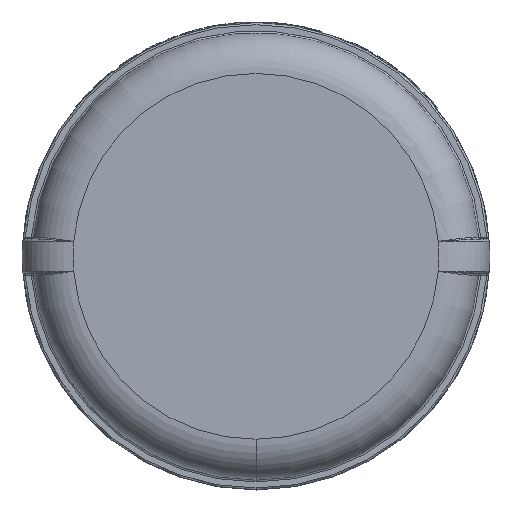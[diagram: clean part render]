
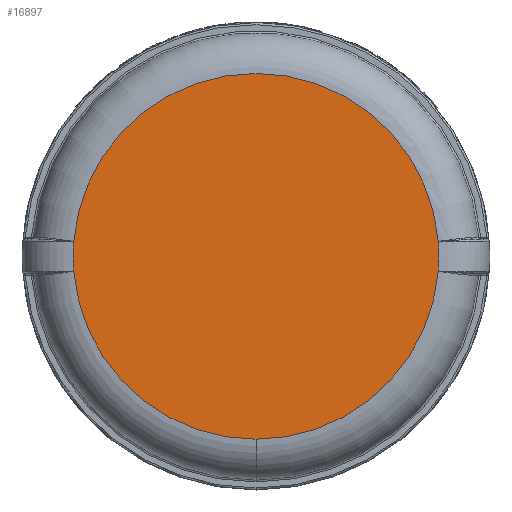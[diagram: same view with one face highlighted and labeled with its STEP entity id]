
A CAD part, left-side view. The second image highlights one B-rep face of the part: STEP entity #16897.
In plain terms, the highlighted planar face has unit normal (-1, 0, 0).
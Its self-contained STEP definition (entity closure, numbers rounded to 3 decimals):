
#326 = DIRECTION ( 'NONE',  ( -1., 0., 0. ) ) ;
#776 = CIRCLE ( 'NONE', #19449, 27. ) ;
#1980 = AXIS2_PLACEMENT_3D ( 'NONE', #9964, #326, #15876 ) ;
#2348 = EDGE_CURVE ( 'NONE', #16430, #24956, #3438, .T. ) ;
#2971 = CARTESIAN_POINT ( 'NONE',  ( -26.5, 0., -27. ) ) ;
#3419 = DIRECTION ( 'NONE',  ( -1., 0., 0. ) ) ;
#3438 = CIRCLE ( 'NONE', #19963, 27. ) ;
#3445 = DIRECTION ( 'NONE',  ( -1., 0., 0. ) ) ;
#3653 = CARTESIAN_POINT ( 'NONE',  ( -26.5, 26.91, 2.2 ) ) ;
#4264 = EDGE_CURVE ( 'NONE', #24956, #22950, #21806, .T. ) ;
#5435 = AXIS2_PLACEMENT_3D ( 'NONE', #24954, #3445, #7598 ) ;
#5655 = CARTESIAN_POINT ( 'NONE',  ( -26.5, -26.91, 2.2 ) ) ;
#6002 = CARTESIAN_POINT ( 'NONE',  ( -26.5, 26.91, -2.2 ) ) ;
#6201 = AXIS2_PLACEMENT_3D ( 'NONE', #9988, #23548, #21260 ) ;
#6440 = CARTESIAN_POINT ( 'NONE',  ( -26.5, 33., 0. ) ) ;
#6873 = DIRECTION ( 'NONE',  ( 0., 0., 1. ) ) ;
#7598 = DIRECTION ( 'NONE',  ( 0., 0., 1. ) ) ;
#8541 = FACE_OUTER_BOUND ( 'NONE', #17637, .T. ) ;
#9666 = CARTESIAN_POINT ( 'NONE',  ( -26.5, -26.91, -2.2 ) ) ;
#9943 = EDGE_CURVE ( 'NONE', #21463, #16430, #776, .T. ) ;
#9964 = CARTESIAN_POINT ( 'NONE',  ( -26.5, 0., 0. ) ) ;
#9988 = CARTESIAN_POINT ( 'NONE',  ( -26.5, 0., 0. ) ) ;
#10242 = ORIENTED_EDGE ( 'NONE', *, *, #4264, .T. ) ;
#10776 = ORIENTED_EDGE ( 'NONE', *, *, #11631, .T. ) ;
#11631 = EDGE_CURVE ( 'NONE', #22950, #12563, #20223, .T. ) ;
#12559 = EDGE_CURVE ( 'NONE', #12563, #21463, #21430, .T. ) ;
#12563 = VERTEX_POINT ( 'NONE', #9666 ) ;
#13581 = CARTESIAN_POINT ( 'NONE',  ( -26.5, 0., 0. ) ) ;
#15876 = DIRECTION ( 'NONE',  ( 0., 0., 1. ) ) ;
#16430 = VERTEX_POINT ( 'NONE', #3653 ) ;
#16584 = ORIENTED_EDGE ( 'NONE', *, *, #12559, .T. ) ;
#16897 = ADVANCED_FACE ( 'NONE', ( #8541 ), #18042, .T. ) ;
#17285 = DIRECTION ( 'NONE',  ( 0., 0., 1. ) ) ;
#17637 = EDGE_LOOP ( 'NONE', ( #20964, #18158, #10242, #10776, #16584 ) ) ;
#18042 = PLANE ( 'NONE',  #18352 ) ;
#18158 = ORIENTED_EDGE ( 'NONE', *, *, #2348, .T. ) ;
#18352 = AXIS2_PLACEMENT_3D ( 'NONE', #6440, #19982, #6873 ) ;
#19449 = AXIS2_PLACEMENT_3D ( 'NONE', #13581, #21118, #25027 ) ;
#19963 = AXIS2_PLACEMENT_3D ( 'NONE', #25100, #3419, #17285 ) ;
#19982 = DIRECTION ( 'NONE',  ( -1., 0., 0. ) ) ;
#20223 = CIRCLE ( 'NONE', #1980, 27. ) ;
#20964 = ORIENTED_EDGE ( 'NONE', *, *, #9943, .T. ) ;
#21118 = DIRECTION ( 'NONE',  ( -1., 0., 0. ) ) ;
#21260 = DIRECTION ( 'NONE',  ( 0., 0., 1. ) ) ;
#21430 = CIRCLE ( 'NONE', #6201, 27. ) ;
#21463 = VERTEX_POINT ( 'NONE', #5655 ) ;
#21806 = CIRCLE ( 'NONE', #5435, 27. ) ;
#22950 = VERTEX_POINT ( 'NONE', #2971 ) ;
#23548 = DIRECTION ( 'NONE',  ( -1., 0., 0. ) ) ;
#24954 = CARTESIAN_POINT ( 'NONE',  ( -26.5, 0., 0. ) ) ;
#24956 = VERTEX_POINT ( 'NONE', #6002 ) ;
#25027 = DIRECTION ( 'NONE',  ( 0., 0., 1. ) ) ;
#25100 = CARTESIAN_POINT ( 'NONE',  ( -26.5, 0., 0. ) ) ;
